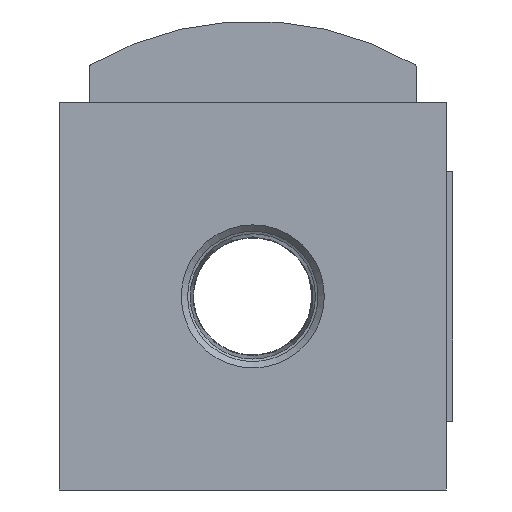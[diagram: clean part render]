
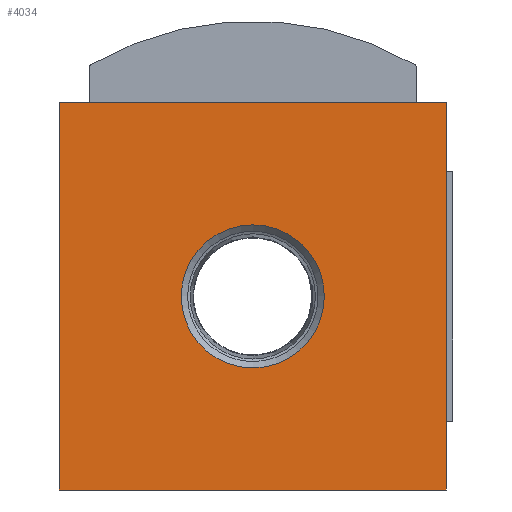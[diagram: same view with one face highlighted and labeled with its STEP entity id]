
A CAD part, front view. The second image highlights one B-rep face of the part: STEP entity #4034.
In plain terms, the highlighted planar face has unit normal (0, -1, 0).
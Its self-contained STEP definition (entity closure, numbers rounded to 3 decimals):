
#66=LINE('',#5445,#391);
#84=LINE('',#5486,#409);
#85=LINE('',#5488,#410);
#86=LINE('',#5490,#411);
#391=VECTOR('',#4517,1000.);
#409=VECTOR('',#4547,1000.);
#410=VECTOR('',#4548,1000.);
#411=VECTOR('',#4549,1000.);
#704=PLANE('',#4225);
#869=ORIENTED_EDGE('',*,*,#1693,.F.);
#870=ORIENTED_EDGE('',*,*,#1694,.T.);
#871=ORIENTED_EDGE('',*,*,#1695,.F.);
#872=ORIENTED_EDGE('',*,*,#1696,.F.);
#873=ORIENTED_EDGE('',*,*,#1674,.T.);
#1674=EDGE_CURVE('',#2088,#2087,#66,.T.);
#1693=EDGE_CURVE('',#2104,#2104,#2356,.T.);
#1694=EDGE_CURVE('',#2087,#2105,#84,.T.);
#1695=EDGE_CURVE('',#2106,#2105,#85,.T.);
#1696=EDGE_CURVE('',#2088,#2106,#86,.T.);
#2087=VERTEX_POINT('',#5444);
#2088=VERTEX_POINT('',#5446);
#2104=VERTEX_POINT('',#5485);
#2105=VERTEX_POINT('',#5487);
#2106=VERTEX_POINT('',#5489);
#2356=CIRCLE('',#4226,16.625);
#2453=EDGE_LOOP('',(#869));
#2454=EDGE_LOOP('',(#870,#871,#872,#873));
#2682=FACE_BOUND('',#2453,.T.);
#2683=FACE_BOUND('',#2454,.T.);
#4034=ADVANCED_FACE('',(#2682,#2683),#704,.F.);
#4225=AXIS2_PLACEMENT_3D('',#5483,#4543,#4544);
#4226=AXIS2_PLACEMENT_3D('',#5484,#4545,#4546);
#4517=DIRECTION('',(0.,0.,-1.));
#4543=DIRECTION('',(0.,1.,0.));
#4544=DIRECTION('',(0.,0.,1.));
#4545=DIRECTION('',(0.,-1.,0.));
#4546=DIRECTION('',(0.,0.,-1.));
#4547=DIRECTION('',(1.,0.,0.));
#4548=DIRECTION('',(0.,0.,-1.));
#4549=DIRECTION('',(1.,0.,0.));
#5444=CARTESIAN_POINT('',(-45.,-58.,-45.));
#5445=CARTESIAN_POINT('',(-45.,-58.,45.));
#5446=CARTESIAN_POINT('',(-45.,-58.,45.));
#5483=CARTESIAN_POINT('',(-45.,-58.,45.));
#5484=CARTESIAN_POINT('',(0.,-58.,0.));
#5485=CARTESIAN_POINT('',(0.,-58.,-16.625));
#5486=CARTESIAN_POINT('',(-45.,-58.,-45.));
#5487=CARTESIAN_POINT('',(45.,-58.,-45.));
#5488=CARTESIAN_POINT('',(45.,-58.,45.));
#5489=CARTESIAN_POINT('',(45.,-58.,45.));
#5490=CARTESIAN_POINT('',(-45.,-58.,45.));
